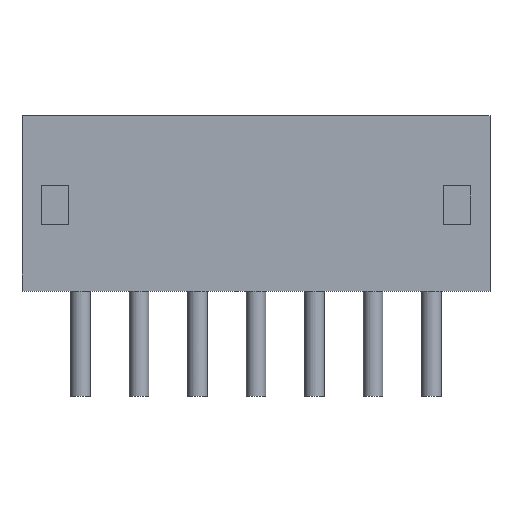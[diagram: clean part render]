
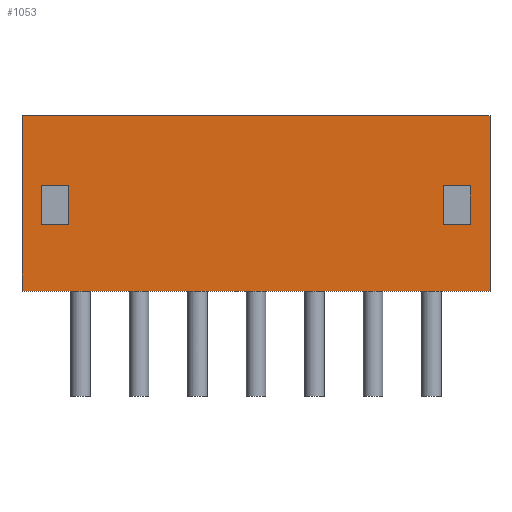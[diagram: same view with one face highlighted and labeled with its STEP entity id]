
A CAD part, top view. The second image highlights one B-rep face of the part: STEP entity #1053.
In plain terms, the highlighted planar face has unit normal (0, 0, 1).
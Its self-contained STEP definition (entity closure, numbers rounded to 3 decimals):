
#21=FACE_BOUND('',#185,.T.);
#22=FACE_BOUND('',#186,.T.);
#76=PLANE('',#1149);
#123=FACE_OUTER_BOUND('',#184,.T.);
#184=EDGE_LOOP('',(#875,#876,#877,#878));
#185=EDGE_LOOP('',(#879,#880,#881,#882));
#186=EDGE_LOOP('',(#883,#884,#885,#886));
#235=LINE('',#1601,#327);
#264=LINE('',#1664,#356);
#271=LINE('',#1681,#363);
#274=LINE('',#1686,#366);
#281=LINE('',#1701,#373);
#287=LINE('',#1714,#379);
#288=LINE('',#1716,#380);
#289=LINE('',#1717,#381);
#290=LINE('',#1720,#382);
#291=LINE('',#1721,#383);
#292=LINE('',#1722,#384);
#293=LINE('',#1723,#385);
#327=VECTOR('',#1285,1000.);
#356=VECTOR('',#1332,1000.);
#363=VECTOR('',#1353,1000.);
#366=VECTOR('',#1358,1000.);
#373=VECTOR('',#1371,1000.);
#379=VECTOR('',#1383,1000.);
#380=VECTOR('',#1384,1000.);
#381=VECTOR('',#1385,1000.);
#382=VECTOR('',#1386,1000.);
#383=VECTOR('',#1387,1000.);
#384=VECTOR('',#1388,1000.);
#385=VECTOR('',#1389,1000.);
#494=VERTEX_POINT('',#1598);
#495=VERTEX_POINT('',#1600);
#519=VERTEX_POINT('',#1661);
#520=VERTEX_POINT('',#1663);
#523=VERTEX_POINT('',#1680);
#524=VERTEX_POINT('',#1684);
#528=VERTEX_POINT('',#1696);
#529=VERTEX_POINT('',#1699);
#533=VERTEX_POINT('',#1713);
#534=VERTEX_POINT('',#1715);
#535=VERTEX_POINT('',#1718);
#536=VERTEX_POINT('',#1719);
#607=EDGE_CURVE('',#494,#495,#235,.T.);
#640=EDGE_CURVE('',#519,#520,#264,.T.);
#647=EDGE_CURVE('',#495,#523,#271,.T.);
#650=EDGE_CURVE('',#524,#494,#274,.T.);
#657=EDGE_CURVE('',#528,#529,#281,.T.);
#663=EDGE_CURVE('',#529,#533,#287,.T.);
#664=EDGE_CURVE('',#534,#533,#288,.T.);
#665=EDGE_CURVE('',#528,#534,#289,.T.);
#666=EDGE_CURVE('',#535,#536,#290,.T.);
#667=EDGE_CURVE('',#520,#535,#291,.T.);
#668=EDGE_CURVE('',#536,#519,#292,.T.);
#669=EDGE_CURVE('',#523,#524,#293,.T.);
#875=ORIENTED_EDGE('',*,*,#663,.T.);
#876=ORIENTED_EDGE('',*,*,#664,.F.);
#877=ORIENTED_EDGE('',*,*,#665,.F.);
#878=ORIENTED_EDGE('',*,*,#657,.T.);
#879=ORIENTED_EDGE('',*,*,#666,.F.);
#880=ORIENTED_EDGE('',*,*,#667,.F.);
#881=ORIENTED_EDGE('',*,*,#640,.F.);
#882=ORIENTED_EDGE('',*,*,#668,.F.);
#883=ORIENTED_EDGE('',*,*,#669,.F.);
#884=ORIENTED_EDGE('',*,*,#647,.F.);
#885=ORIENTED_EDGE('',*,*,#607,.F.);
#886=ORIENTED_EDGE('',*,*,#650,.F.);
#1053=ADVANCED_FACE('',(#123,#21,#22),#76,.F.);
#1149=AXIS2_PLACEMENT_3D('',#1712,#1381,#1382);
#1285=DIRECTION('',(0.,-1.,0.));
#1332=DIRECTION('',(0.,1.,0.));
#1353=DIRECTION('',(1.,0.,0.));
#1358=DIRECTION('',(-1.,0.,0.));
#1371=DIRECTION('',(-1.,0.,0.));
#1381=DIRECTION('center_axis',(0.,0.,-1.));
#1382=DIRECTION('ref_axis',(-1.,0.,0.));
#1383=DIRECTION('',(0.,-1.,0.));
#1384=DIRECTION('',(-1.,0.,0.));
#1385=DIRECTION('',(0.,-1.,0.));
#1386=DIRECTION('',(0.,-1.,0.));
#1387=DIRECTION('',(-1.,0.,0.));
#1388=DIRECTION('',(1.,0.,0.));
#1389=DIRECTION('',(0.,1.,0.));
#1598=CARTESIAN_POINT('',(-5.5,2.7,0.));
#1600=CARTESIAN_POINT('',(-5.5,1.7,0.));
#1601=CARTESIAN_POINT('',(-5.5,2.7,0.));
#1661=CARTESIAN_POINT('',(5.5,1.7,0.));
#1663=CARTESIAN_POINT('',(5.5,2.7,0.));
#1664=CARTESIAN_POINT('',(5.5,2.7,0.));
#1680=CARTESIAN_POINT('',(-4.8,1.7,0.));
#1681=CARTESIAN_POINT('',(-5.5,1.7,0.));
#1684=CARTESIAN_POINT('',(-4.8,2.7,0.));
#1686=CARTESIAN_POINT('',(-5.5,2.7,0.));
#1696=CARTESIAN_POINT('',(6.,4.5,0.));
#1699=CARTESIAN_POINT('',(-6.,4.5,0.));
#1701=CARTESIAN_POINT('',(6.,4.5,0.));
#1712=CARTESIAN_POINT('Origin',(6.,0.,0.));
#1713=CARTESIAN_POINT('',(-6.,0.,0.));
#1714=CARTESIAN_POINT('',(-6.,0.,0.));
#1715=CARTESIAN_POINT('',(6.,0.,0.));
#1716=CARTESIAN_POINT('',(6.,0.,0.));
#1717=CARTESIAN_POINT('',(6.,0.,0.));
#1718=CARTESIAN_POINT('',(4.8,2.7,0.));
#1719=CARTESIAN_POINT('',(4.8,1.7,0.));
#1720=CARTESIAN_POINT('',(4.8,2.7,0.));
#1721=CARTESIAN_POINT('',(5.5,2.7,0.));
#1722=CARTESIAN_POINT('',(5.5,1.7,0.));
#1723=CARTESIAN_POINT('',(-4.8,2.7,0.));
